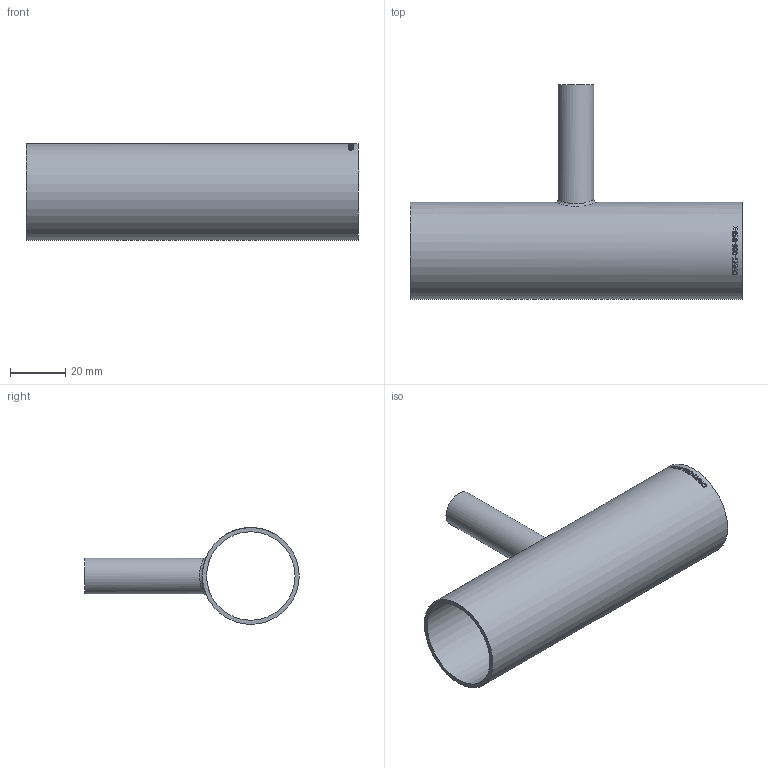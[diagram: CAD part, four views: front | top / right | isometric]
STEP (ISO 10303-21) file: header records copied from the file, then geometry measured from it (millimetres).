
FILE_DESCRIPTION (( 'STEP AP214' ), '1' );
FILE_NAME ('ORRT-035-013-x T-Stück reduziert 2004.STEP', '2020-04-07T08:57:17', ( '' ), ( '' ), 'SwSTEP 2.0', 'SolidWorks 2019', '' );
FILE_SCHEMA (( 'AUTOMOTIVE_DESIGN' ));
Length unit declared in the file: millimetre
Products named in the file (1): ORRT-035-013-x T-Stück reduziert 2004
Bounding box: 120 x 77.5 x 35 mm (x, y, z)
Volume: 21153.4 mm3; surface area: 28553 mm2
Topology: 1 solids, 1 shells, 187 faces, 496 edges, 330 vertices
Faces by surface type: bspline 110, plane 53, cylinder 24
Full cylindrical faces by diameter (mm): 10 x1, 13 x1, 32 x1, 35 x1
Entity records: 17521 total; most frequent: CARTESIAN_POINT 11944, ORIENTED_EDGE 968, EDGE_CURVE 484, DIRECTION 363, B_SPLINE_CURVE_WITH_KNOTS 341, VERTEX_POINT 326, EDGE_LOOP 216, FACE_OUTER_BOUND 192
